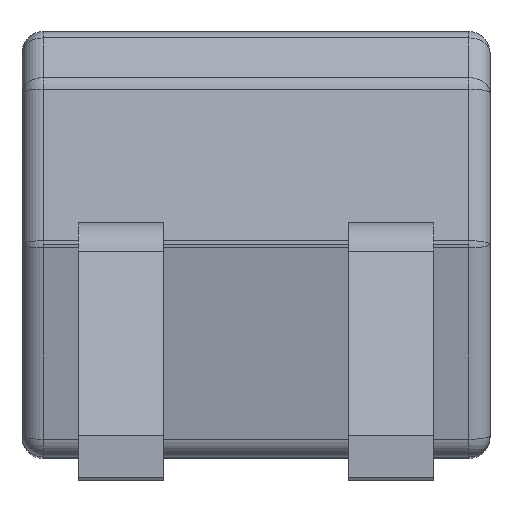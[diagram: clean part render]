
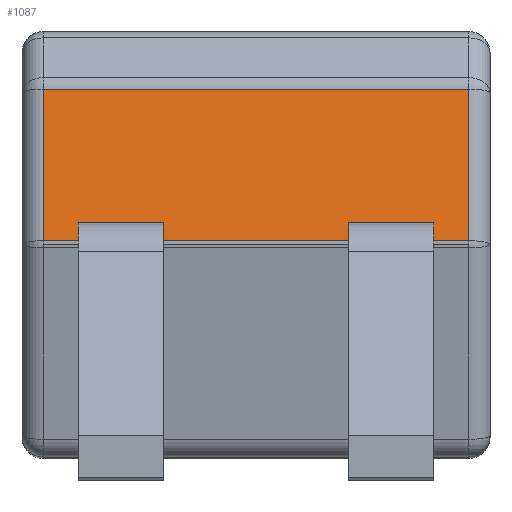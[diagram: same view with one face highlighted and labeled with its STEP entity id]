
A CAD part, top view. The second image highlights one B-rep face of the part: STEP entity #1087.
In plain terms, the highlighted planar face has unit normal (0, 0.164, 0.987).
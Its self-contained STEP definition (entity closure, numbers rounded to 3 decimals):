
#8 = CARTESIAN_POINT ( 'NONE',  ( 1.1, 1., 2.034 ) ) ;
#104 = ORIENTED_EDGE ( 'NONE', *, *, #2933, .T. ) ;
#106 = VECTOR ( 'NONE', #2857, 1000. ) ;
#124 = VECTOR ( 'NONE', #872, 1000. ) ;
#168 = AXIS2_PLACEMENT_3D ( 'NONE', #8, #1046, #2092 ) ;
#169 = VERTEX_POINT ( 'NONE', #769 ) ;
#173 = LINE ( 'NONE', #4327, #1608 ) ;
#239 = VERTEX_POINT ( 'NONE', #2048 ) ;
#402 = EDGE_CURVE ( 'NONE', #4080, #1088, #1602, .T. ) ;
#501 = CARTESIAN_POINT ( 'NONE',  ( 0.435, 0.016, 2.197 ) ) ;
#502 = ORIENTED_EDGE ( 'NONE', *, *, #1259, .T. ) ;
#601 = VECTOR ( 'NONE', #2658, 1000. ) ;
#694 = VERTEX_POINT ( 'NONE', #1434 ) ;
#697 = VERTEX_POINT ( 'NONE', #3475 ) ;
#769 = CARTESIAN_POINT ( 'NONE',  ( 1., 0.729, 2.079 ) ) ;
#798 = VECTOR ( 'NONE', #2992, 1000. ) ;
#830 = DIRECTION ( 'NONE',  ( 0., 0.987, -0.164 ) ) ;
#872 = DIRECTION ( 'NONE',  ( 1., 0., 0. ) ) ;
#924 = CARTESIAN_POINT ( 'NONE',  ( 1.1, 0.016, 2.197 ) ) ;
#971 = VECTOR ( 'NONE', #3301, 1000. ) ;
#982 = VECTOR ( 'NONE', #830, 1000. ) ;
#1036 = CARTESIAN_POINT ( 'NONE',  ( -0.435, 0.016, 2.197 ) ) ;
#1046 = DIRECTION ( 'NONE',  ( 0., -0.164, -0.987 ) ) ;
#1087 = ADVANCED_FACE ( 'NONE', ( #3339 ), #3816, .F. ) ;
#1088 = VERTEX_POINT ( 'NONE', #2408 ) ;
#1116 = VECTOR ( 'NONE', #3077, 1000. ) ;
#1167 = CARTESIAN_POINT ( 'NONE',  ( 1., 0.76, 2.074 ) ) ;
#1168 = DIRECTION ( 'NONE',  ( 0., -0.987, 0.164 ) ) ;
#1186 = LINE ( 'NONE', #1905, #971 ) ;
#1259 = EDGE_CURVE ( 'NONE', #169, #2543, #3516, .T. ) ;
#1314 = ORIENTED_EDGE ( 'NONE', *, *, #4387, .T. ) ;
#1318 = VERTEX_POINT ( 'NONE', #1819 ) ;
#1354 = ORIENTED_EDGE ( 'NONE', *, *, #1957, .T. ) ;
#1421 = EDGE_CURVE ( 'NONE', #1318, #697, #1578, .T. ) ;
#1434 = CARTESIAN_POINT ( 'NONE',  ( -0.835, 0.1, 2.183 ) ) ;
#1468 = VERTEX_POINT ( 'NONE', #501 ) ;
#1578 = LINE ( 'NONE', #3986, #4258 ) ;
#1602 = LINE ( 'NONE', #924, #798 ) ;
#1605 = CARTESIAN_POINT ( 'NONE',  ( -0.835, 1., 2.034 ) ) ;
#1608 = VECTOR ( 'NONE', #4231, 1000. ) ;
#1762 = VERTEX_POINT ( 'NONE', #1036 ) ;
#1791 = CARTESIAN_POINT ( 'NONE',  ( -0.435, 1., 2.034 ) ) ;
#1819 = CARTESIAN_POINT ( 'NONE',  ( 0.835, 0.1, 2.183 ) ) ;
#1850 = CARTESIAN_POINT ( 'NONE',  ( 0.435, 1., 2.034 ) ) ;
#1875 = VERTEX_POINT ( 'NONE', #2110 ) ;
#1905 = CARTESIAN_POINT ( 'NONE',  ( 1.1, 0.016, 2.197 ) ) ;
#1937 = EDGE_LOOP ( 'NONE', ( #4356, #3915, #1354, #2015, #3570, #104, #502, #3565, #3676, #1314, #2450, #3856 ) ) ;
#1957 = EDGE_CURVE ( 'NONE', #239, #1318, #2314, .T. ) ;
#2015 = ORIENTED_EDGE ( 'NONE', *, *, #1421, .T. ) ;
#2048 = CARTESIAN_POINT ( 'NONE',  ( 0.435, 0.1, 2.183 ) ) ;
#2050 = CARTESIAN_POINT ( 'NONE',  ( -1., 1., 2.034 ) ) ;
#2092 = DIRECTION ( 'NONE',  ( 0., 0.987, -0.164 ) ) ;
#2110 = CARTESIAN_POINT ( 'NONE',  ( -0.435, 0.1, 2.183 ) ) ;
#2186 = VECTOR ( 'NONE', #2573, 1000. ) ;
#2241 = EDGE_CURVE ( 'NONE', #2543, #4080, #3147, .T. ) ;
#2253 = CARTESIAN_POINT ( 'NONE',  ( 1.1, 0.1, 2.183 ) ) ;
#2288 = LINE ( 'NONE', #3963, #124 ) ;
#2314 = LINE ( 'NONE', #2253, #2346 ) ;
#2346 = VECTOR ( 'NONE', #2683, 1000. ) ;
#2408 = CARTESIAN_POINT ( 'NONE',  ( -0.835, 0.016, 2.197 ) ) ;
#2450 = ORIENTED_EDGE ( 'NONE', *, *, #2834, .T. ) ;
#2543 = VERTEX_POINT ( 'NONE', #2851 ) ;
#2573 = DIRECTION ( 'NONE',  ( -1., 0., 0. ) ) ;
#2640 = CARTESIAN_POINT ( 'NONE',  ( -1., 0.016, 2.197 ) ) ;
#2645 = LINE ( 'NONE', #1167, #982 ) ;
#2658 = DIRECTION ( 'NONE',  ( 0., 0.987, -0.164 ) ) ;
#2683 = DIRECTION ( 'NONE',  ( 1., 0., 0. ) ) ;
#2783 = LINE ( 'NONE', #1791, #106 ) ;
#2834 = EDGE_CURVE ( 'NONE', #694, #1875, #2288, .T. ) ;
#2836 = CARTESIAN_POINT ( 'NONE',  ( -1.1, 0.729, 2.079 ) ) ;
#2851 = CARTESIAN_POINT ( 'NONE',  ( -1., 0.729, 2.079 ) ) ;
#2857 = DIRECTION ( 'NONE',  ( 0., -0.987, 0.164 ) ) ;
#2933 = EDGE_CURVE ( 'NONE', #3767, #169, #2645, .T. ) ;
#2992 = DIRECTION ( 'NONE',  ( 1., 0., 0. ) ) ;
#3077 = DIRECTION ( 'NONE',  ( 0., -0.987, 0.164 ) ) ;
#3147 = LINE ( 'NONE', #2050, #1116 ) ;
#3182 = EDGE_CURVE ( 'NONE', #1762, #1468, #1186, .T. ) ;
#3301 = DIRECTION ( 'NONE',  ( 1., 0., 0. ) ) ;
#3339 = FACE_OUTER_BOUND ( 'NONE', #1937, .T. ) ;
#3393 = LINE ( 'NONE', #1605, #601 ) ;
#3475 = CARTESIAN_POINT ( 'NONE',  ( 0.835, 0.016, 2.197 ) ) ;
#3516 = LINE ( 'NONE', #2836, #2186 ) ;
#3565 = ORIENTED_EDGE ( 'NONE', *, *, #2241, .T. ) ;
#3570 = ORIENTED_EDGE ( 'NONE', *, *, #4253, .T. ) ;
#3639 = CARTESIAN_POINT ( 'NONE',  ( 1., 0.016, 2.197 ) ) ;
#3676 = ORIENTED_EDGE ( 'NONE', *, *, #402, .T. ) ;
#3739 = EDGE_CURVE ( 'NONE', #1468, #239, #3889, .T. ) ;
#3767 = VERTEX_POINT ( 'NONE', #3639 ) ;
#3816 = PLANE ( 'NONE',  #168 ) ;
#3856 = ORIENTED_EDGE ( 'NONE', *, *, #4196, .T. ) ;
#3889 = LINE ( 'NONE', #1850, #4292 ) ;
#3915 = ORIENTED_EDGE ( 'NONE', *, *, #3739, .T. ) ;
#3963 = CARTESIAN_POINT ( 'NONE',  ( 1.1, 0.1, 2.183 ) ) ;
#3986 = CARTESIAN_POINT ( 'NONE',  ( 0.835, 1., 2.034 ) ) ;
#4080 = VERTEX_POINT ( 'NONE', #2640 ) ;
#4196 = EDGE_CURVE ( 'NONE', #1875, #1762, #2783, .T. ) ;
#4231 = DIRECTION ( 'NONE',  ( 1., 0., 0. ) ) ;
#4253 = EDGE_CURVE ( 'NONE', #697, #3767, #173, .T. ) ;
#4258 = VECTOR ( 'NONE', #1168, 1000. ) ;
#4292 = VECTOR ( 'NONE', #4453, 1000. ) ;
#4327 = CARTESIAN_POINT ( 'NONE',  ( 1.1, 0.016, 2.197 ) ) ;
#4356 = ORIENTED_EDGE ( 'NONE', *, *, #3182, .T. ) ;
#4387 = EDGE_CURVE ( 'NONE', #1088, #694, #3393, .T. ) ;
#4453 = DIRECTION ( 'NONE',  ( 0., 0.987, -0.164 ) ) ;
